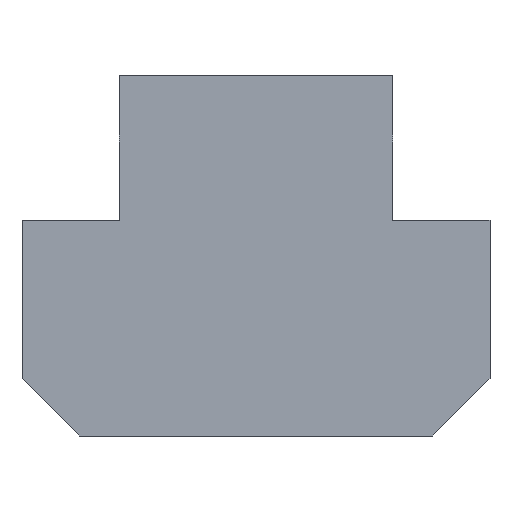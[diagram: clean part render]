
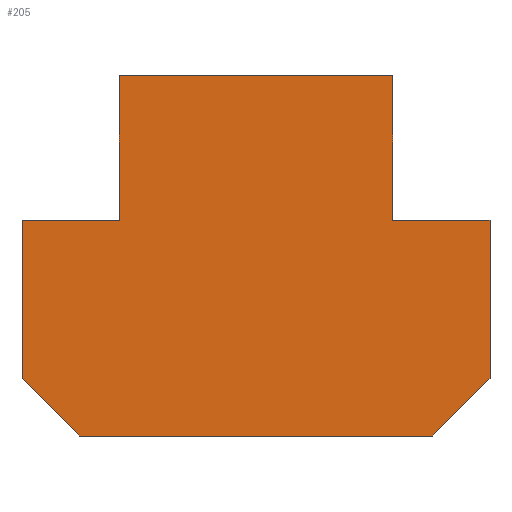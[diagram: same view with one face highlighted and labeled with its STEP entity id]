
A CAD part, front view. The second image highlights one B-rep face of the part: STEP entity #205.
In plain terms, the highlighted planar face has unit normal (0, -1, 0).
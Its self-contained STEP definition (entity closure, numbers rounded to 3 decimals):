
#111=EDGE_CURVE('',#135,#247,#293,.T.);
#119=VERTEX_POINT('',#301);
#121=EDGE_CURVE('',#119,#187,#303,.T.);
#135=VERTEX_POINT('',#321);
#137=EDGE_CURVE('',#173,#135,#323,.T.);
#153=EDGE_CURVE('',#187,#173,#339,.T.);
#173=VERTEX_POINT('',#360);
#181=EDGE_CURVE('',#191,#119,#369,.T.);
#187=VERTEX_POINT('',#376);
#191=VERTEX_POINT('',#380);
#193=EDGE_CURVE('',#203,#191,#382,.T.);
#201=EDGE_CURVE('',#215,#203,#390,.T.);
#203=VERTEX_POINT('',#392);
#205=ADVANCED_FACE('',(#394),#395,.T.);
#213=EDGE_CURVE('',#271,#215,#405,.T.);
#215=VERTEX_POINT('',#407);
#237=EDGE_CURVE('',#247,#255,#433,.T.);
#247=VERTEX_POINT('',#444);
#249=EDGE_CURVE('',#255,#271,#446,.T.);
#255=VERTEX_POINT('',#452);
#271=VERTEX_POINT('',#471);
#293=LINE('',#483,#484);
#301=CARTESIAN_POINT('',(-3.8,-6.5,4.0));
#303=LINE('',#498,#499);
#321=CARTESIAN_POINT('',(6.5,-6.5,0.0));
#323=LINE('',#522,#523);
#339=LINE('',#547,#548);
#360=CARTESIAN_POINT('',(3.8,-6.5,0.0));
#369=LINE('',#593,#594);
#376=CARTESIAN_POINT('',(3.8,-6.5,4.0));
#380=CARTESIAN_POINT('',(-3.8,-6.5,0.0));
#382=LINE('',#612,#613);
#390=LINE('',#628,#629);
#392=CARTESIAN_POINT('',(-6.5,-6.5,0.0));
#394=FACE_OUTER_BOUND('',#633,.T.);
#395=PLANE('',#634);
#405=LINE('',#647,#648);
#407=CARTESIAN_POINT('',(-6.5,-6.5,-4.4));
#433=LINE('',#685,#686);
#444=CARTESIAN_POINT('',(6.5,-6.5,-4.4));
#446=LINE('',#702,#703);
#452=CARTESIAN_POINT('',(4.9,-6.5,-6.));
#471=CARTESIAN_POINT('',(-4.9,-6.5,-6.));
#483=CARTESIAN_POINT('',(6.5,-6.5,-4.4));
#484=VECTOR('',#737,1.0);
#498=CARTESIAN_POINT('',(3.8,-6.5,4.0));
#499=VECTOR('',#742,1.0);
#522=CARTESIAN_POINT('',(6.5,-6.5,0.0));
#523=VECTOR('',#776,1.0);
#547=CARTESIAN_POINT('',(3.8,-6.5,0.0));
#548=VECTOR('',#783,1.0);
#593=CARTESIAN_POINT('',(-3.8,-6.5,4.0));
#594=VECTOR('',#812,1.0);
#612=CARTESIAN_POINT('',(-3.8,-6.5,0.0));
#613=VECTOR('',#823,1.0);
#628=CARTESIAN_POINT('',(-6.5,-6.5,0.0));
#629=VECTOR('',#827,1.0);
#633=EDGE_LOOP('',(#829,#830,#831,#832,#833,#834,#835,#836,#837,#838));
#634=AXIS2_PLACEMENT_3D('',#839,#840,#841);
#647=CARTESIAN_POINT('',(-6.5,-6.5,-4.4));
#648=VECTOR('',#859,1.0);
#685=CARTESIAN_POINT('',(4.9,-6.5,-6.));
#686=VECTOR('',#890,1.0);
#702=CARTESIAN_POINT('',(-4.9,-6.5,-6.));
#703=VECTOR('',#900,1.0);
#737=DIRECTION('',(0.0,0.,-1.0));
#742=DIRECTION('',(1.0,0.0,0.0));
#776=DIRECTION('',(1.0,0.0,0.0));
#783=DIRECTION('',(0.0,0.,-1.0));
#812=DIRECTION('',(0.0,0.,1.0));
#823=DIRECTION('',(1.0,0.0,0.0));
#827=DIRECTION('',(0.0,0.,1.0));
#829=ORIENTED_EDGE('',*,*,#237,.F.);
#830=ORIENTED_EDGE('',*,*,#111,.F.);
#831=ORIENTED_EDGE('',*,*,#137,.F.);
#832=ORIENTED_EDGE('',*,*,#153,.F.);
#833=ORIENTED_EDGE('',*,*,#121,.F.);
#834=ORIENTED_EDGE('',*,*,#181,.F.);
#835=ORIENTED_EDGE('',*,*,#193,.F.);
#836=ORIENTED_EDGE('',*,*,#201,.F.);
#837=ORIENTED_EDGE('',*,*,#213,.F.);
#838=ORIENTED_EDGE('',*,*,#249,.F.);
#839=CARTESIAN_POINT('',(0.,-6.5,-1.253));
#840=DIRECTION('',(0.0,-1.0,0.));
#841=DIRECTION('',(1.0,0.0,0.0));
#859=DIRECTION('',(-0.707,0.,0.707));
#890=DIRECTION('',(-0.707,0.,-0.707));
#900=DIRECTION('',(-1.0,0.0,0.0));
